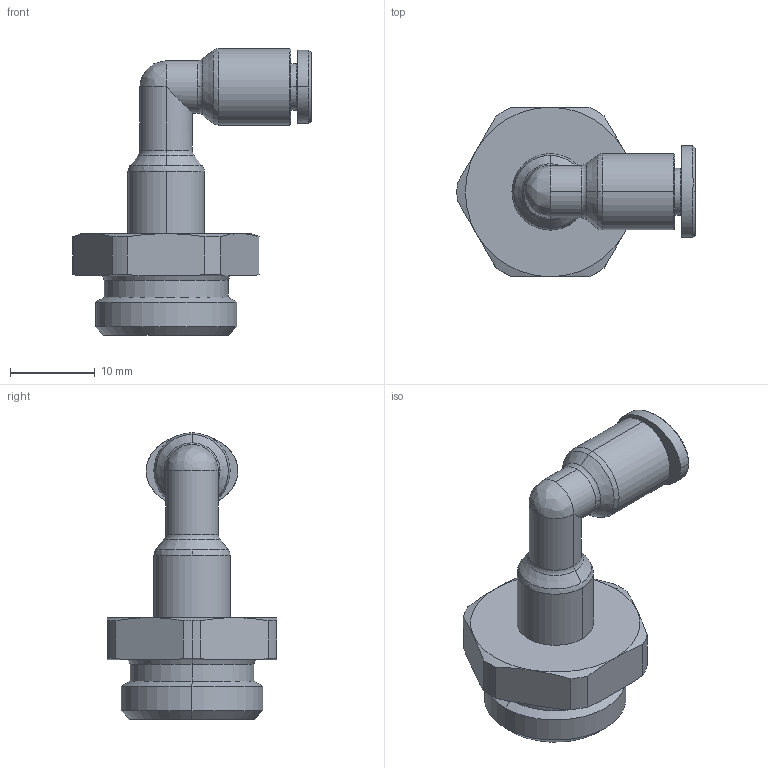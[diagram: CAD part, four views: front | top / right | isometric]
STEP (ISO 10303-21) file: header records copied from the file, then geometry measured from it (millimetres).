
FILE_DESCRIPTION (( 'STEP AP214' ), '1' );
FILE_NAME ('PLLP04-G03.stp', '2015-09-11T15:00:47', ( '' ), ( '' ), 'SwSTEP 2.0', 'SolidWorks 2015', '' );
FILE_SCHEMA (( 'AUTOMOTIVE_DESIGN' ));
Length unit declared in the file: millimetre
Products named in the file (2): ｦ+ﾃｦ1; PLLP04-G03
Assembly tree (1 placements, depth 2):
  PLLP04-G03
    ｦ+ﾃｦ1
Bounding box: 28.1 x 20 x 33.8 mm (x, y, z)
Volume: 3533.2 mm3; surface area: 2921.1 mm2
Topology: 1 solids, 1 shells, 446 faces, 1243 edges, 817 vertices
Faces by surface type: plane 340, cone 36, bspline 35, cylinder 31, torus 4
Entity records: 15779 total; most frequent: CARTESIAN_POINT 3745, ORIENTED_EDGE 2480, DIRECTION 2091, EDGE_CURVE 1240, LINE 1019, VECTOR 1019, VERTEX_POINT 817, AXIS2_PLACEMENT_3D 536
